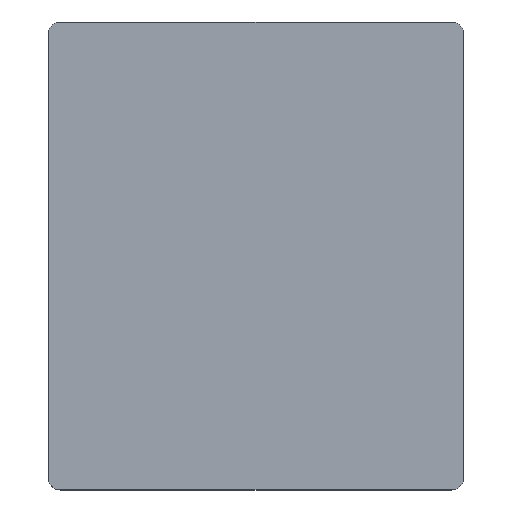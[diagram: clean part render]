
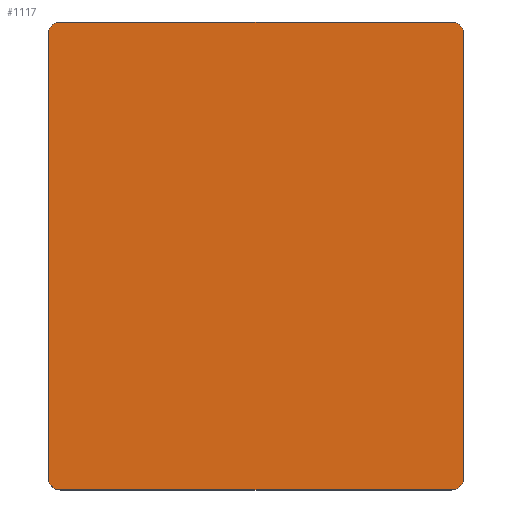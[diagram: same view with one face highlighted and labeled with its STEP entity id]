
A CAD part, top view. The second image highlights one B-rep face of the part: STEP entity #1117.
In plain terms, the highlighted planar face has unit normal (0, 0, 1).
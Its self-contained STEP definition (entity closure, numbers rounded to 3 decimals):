
#52=CIRCLE('',#1202,1.5);
#53=CIRCLE('',#1205,1.5);
#54=CIRCLE('',#1210,1.5);
#55=CIRCLE('',#1212,1.5);
#116=FACE_OUTER_BOUND('',#178,.T.);
#178=EDGE_LOOP('',(#1003,#1004,#1005,#1006,#1007,#1008,#1009,#1010));
#250=LINE('',#3004,#346);
#269=LINE('',#3050,#365);
#272=LINE('',#3058,#368);
#275=LINE('',#3070,#371);
#346=VECTOR('',#1401,10.);
#365=VECTOR('',#1448,10.);
#368=VECTOR('',#1457,10.);
#371=VECTOR('',#1474,10.);
#504=VERTEX_POINT('',#3001);
#505=VERTEX_POINT('',#3003);
#517=VERTEX_POINT('',#3044);
#518=VERTEX_POINT('',#3048);
#519=VERTEX_POINT('',#3052);
#520=VERTEX_POINT('',#3056);
#521=VERTEX_POINT('',#3062);
#522=VERTEX_POINT('',#3066);
#653=EDGE_CURVE('',#505,#504,#250,.T.);
#675=EDGE_CURVE('',#517,#504,#52,.T.);
#677=EDGE_CURVE('',#517,#518,#269,.T.);
#679=EDGE_CURVE('',#519,#518,#53,.T.);
#681=EDGE_CURVE('',#519,#520,#272,.T.);
#682=EDGE_CURVE('',#505,#521,#54,.T.);
#685=EDGE_CURVE('',#522,#520,#55,.T.);
#686=EDGE_CURVE('',#522,#521,#275,.T.);
#1003=ORIENTED_EDGE('',*,*,#675,.F.);
#1004=ORIENTED_EDGE('',*,*,#677,.T.);
#1005=ORIENTED_EDGE('',*,*,#679,.F.);
#1006=ORIENTED_EDGE('',*,*,#681,.T.);
#1007=ORIENTED_EDGE('',*,*,#685,.F.);
#1008=ORIENTED_EDGE('',*,*,#686,.T.);
#1009=ORIENTED_EDGE('',*,*,#682,.F.);
#1010=ORIENTED_EDGE('',*,*,#653,.T.);
#1057=PLANE('',#1213);
#1117=ADVANCED_FACE('',(#116),#1057,.T.);
#1202=AXIS2_PLACEMENT_3D('',#3046,#1443,#1444);
#1205=AXIS2_PLACEMENT_3D('',#3054,#1452,#1453);
#1210=AXIS2_PLACEMENT_3D('',#3063,#1464,#1465);
#1212=AXIS2_PLACEMENT_3D('',#3068,#1470,#1471);
#1213=AXIS2_PLACEMENT_3D('',#3069,#1472,#1473);
#1401=DIRECTION('',(-1.,0.,0.));
#1443=DIRECTION('center_axis',(0.,0.,-1.));
#1444=DIRECTION('ref_axis',(-0.707,0.707,0.));
#1448=DIRECTION('',(0.,-1.,0.));
#1452=DIRECTION('center_axis',(0.,0.,-1.));
#1453=DIRECTION('ref_axis',(-0.707,-0.707,0.));
#1457=DIRECTION('',(1.,0.,0.));
#1464=DIRECTION('center_axis',(0.,0.,-1.));
#1465=DIRECTION('ref_axis',(0.707,0.707,0.));
#1470=DIRECTION('center_axis',(0.,0.,-1.));
#1471=DIRECTION('ref_axis',(0.707,-0.707,0.));
#1472=DIRECTION('center_axis',(0.,0.,1.));
#1473=DIRECTION('ref_axis',(1.,0.,0.));
#1474=DIRECTION('',(0.,1.,0.));
#3001=CARTESIAN_POINT('',(61.96,-41.41,12.14));
#3003=CARTESIAN_POINT('',(109.49,-41.41,12.14));
#3004=CARTESIAN_POINT('',(60.46,-41.41,12.14));
#3044=CARTESIAN_POINT('',(60.46,-42.91,12.14));
#3046=CARTESIAN_POINT('Origin',(61.96,-42.91,12.14));
#3048=CARTESIAN_POINT('',(60.46,-96.79,12.14));
#3050=CARTESIAN_POINT('',(60.46,-98.29,12.14));
#3052=CARTESIAN_POINT('',(61.96,-98.29,12.14));
#3054=CARTESIAN_POINT('Origin',(61.96,-96.79,12.14));
#3056=CARTESIAN_POINT('',(109.49,-98.29,12.14));
#3058=CARTESIAN_POINT('',(110.99,-98.29,12.14));
#3062=CARTESIAN_POINT('',(110.99,-42.91,12.14));
#3063=CARTESIAN_POINT('Origin',(109.49,-42.91,12.14));
#3066=CARTESIAN_POINT('',(110.99,-96.79,12.14));
#3068=CARTESIAN_POINT('Origin',(109.49,-96.79,12.14));
#3069=CARTESIAN_POINT('Origin',(85.725,-69.85,12.14));
#3070=CARTESIAN_POINT('',(110.99,-41.41,12.14));
